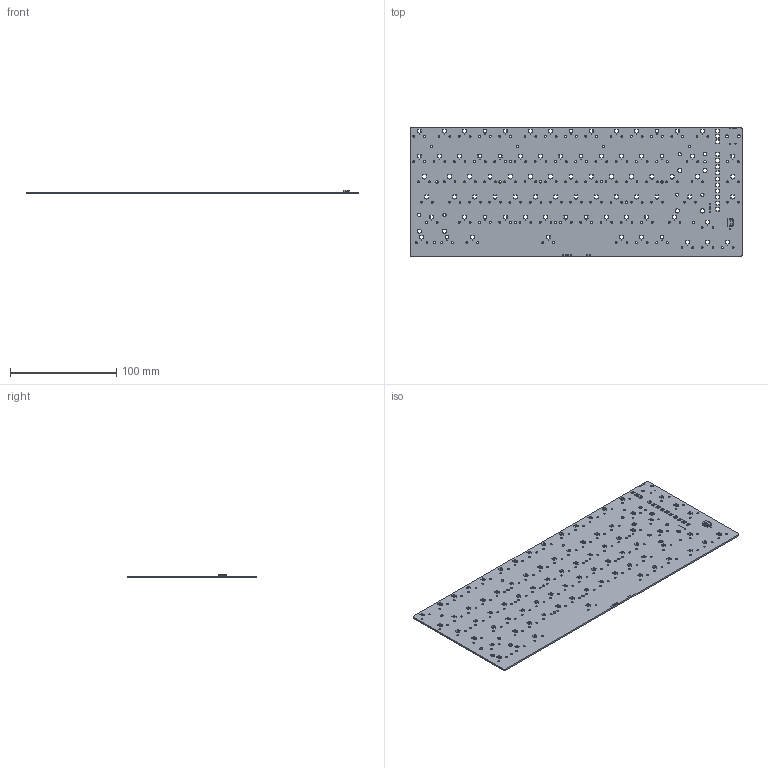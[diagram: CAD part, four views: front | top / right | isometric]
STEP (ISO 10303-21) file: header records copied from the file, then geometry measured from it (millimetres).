
FILE_DESCRIPTION(('KiCad electronic assembly'),'2;1');
FILE_NAME('SHEGO75_outline_tft.step','2025-10-15T14:54:14',('Pcbnew'),( 'Kicad'),'Open CASCADE STEP processor 7.9','KiCad to STEP converter' ,'Unknown');
FILE_SCHEMA(('AUTOMOTIVE_DESIGN { 1 0 10303 214 1 1 1 1 }'));
Length unit declared in the file: millimetre
Products named in the file (6): SHEGO75_outline_tft 1; Hirose_FH12-8S-0.5SH_1x08-1MP_P0.50mm_Horizontal; body; lock; pins; SHEGO75-V2.2_PCB
Assembly tree (5 placements, depth 3):
  SHEGO75_outline_tft 1
    Hirose_FH12-8S-0.5SH_1x08-1MP_P0.50mm_Horizontal
      body
      lock
      pins
    SHEGO75-V2.2_PCB
Bounding box: 312.54 x 122.34 x 3.6 mm (x, y, z)
Volume: 55428.2 mm3; surface area: 78629.4 mm2
Topology: 4 solids, 4 shells, 1962 faces, 5858 edges, 3904 vertices
Faces by surface type: cylinder 1439, plane 523
Full cylindrical faces by diameter (mm): 0.3 x81, 1 x17, 1.7 x162, 2.2 x16, 2.6 x2, 3.048 x6, 3.988 x6
Entity records: 69081 total; most frequent: DIRECTION 12672, CARTESIAN_POINT 11730, ORIENTED_EDGE 11716, EDGE_CURVE 5858, AXIS2_PLACEMENT_3D 4846, VERTEX_POINT 3904, LINE 2980, VECTOR 2980
